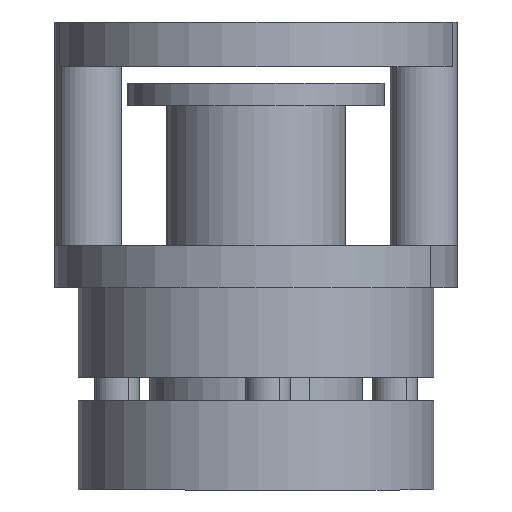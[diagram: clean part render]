
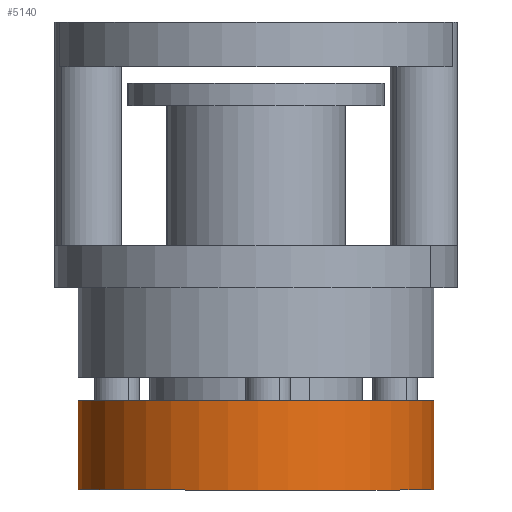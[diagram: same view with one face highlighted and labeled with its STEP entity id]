
A CAD part, front view. The second image highlights one B-rep face of the part: STEP entity #5140.
In plain terms, the highlighted cylindrical face has radius 25.273 mm (diameter 50.546 mm), a partial arc.
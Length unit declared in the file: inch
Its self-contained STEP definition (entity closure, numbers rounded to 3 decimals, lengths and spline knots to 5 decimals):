
#458 = CARTESIAN_POINT ( 'NONE',  ( 0., 0., -0.5 ) ) ;
#730 = DIRECTION ( 'NONE',  ( 0., 0., 1. ) ) ;
#996 = ORIENTED_EDGE ( 'NONE', *, *, #15690, .T. ) ;
#1144 = FACE_OUTER_BOUND ( 'NONE', #30857, .T. ) ;
#1621 = CARTESIAN_POINT ( 'NONE',  ( 0., 0., -0.5 ) ) ;
#2015 = VECTOR ( 'NONE', #21348, 39.37008 ) ;
#4330 = CIRCLE ( 'NONE', #19941, 0.995 ) ;
#4345 = LINE ( 'NONE', #38976, #2015 ) ;
#5140 = ADVANCED_FACE ( 'NONE', ( #1144 ), #34401, .T. ) ;
#8973 = VERTEX_POINT ( 'NONE', #25243 ) ;
#11579 = DIRECTION ( 'NONE',  ( 0., 0., 1. ) ) ;
#14712 = VERTEX_POINT ( 'NONE', #41649 ) ;
#15040 = CARTESIAN_POINT ( 'NONE',  ( 0., 0., 0. ) ) ;
#15382 = EDGE_CURVE ( 'NONE', #36744, #14712, #42635, .T. ) ;
#15690 = EDGE_CURVE ( 'NONE', #44160, #36744, #43239, .T. ) ;
#16778 = CARTESIAN_POINT ( 'NONE',  ( 0.965, 0.24249, -0.5 ) ) ;
#16965 = ORIENTED_EDGE ( 'NONE', *, *, #15382, .T. ) ;
#19193 = DIRECTION ( 'NONE',  ( 1., 0., 0. ) ) ;
#19941 = AXIS2_PLACEMENT_3D ( 'NONE', #15040, #730, #19193 ) ;
#21348 = DIRECTION ( 'NONE',  ( 0., 0., 1. ) ) ;
#23263 = AXIS2_PLACEMENT_3D ( 'NONE', #458, #11579, #30130 ) ;
#23608 = CARTESIAN_POINT ( 'NONE',  ( 0.965, 0.24249, 0. ) ) ;
#23928 = ORIENTED_EDGE ( 'NONE', *, *, #45965, .F. ) ;
#25243 = CARTESIAN_POINT ( 'NONE',  ( 0.965, -0.24249, 0. ) ) ;
#27010 = ORIENTED_EDGE ( 'NONE', *, *, #28259, .T. ) ;
#28259 = EDGE_CURVE ( 'NONE', #14712, #8973, #4345, .T. ) ;
#30130 = DIRECTION ( 'NONE',  ( 1., 0., 0. ) ) ;
#30857 = EDGE_LOOP ( 'NONE', ( #23928, #996, #16965, #27010 ) ) ;
#31425 = DIRECTION ( 'NONE',  ( 1., 0., 0. ) ) ;
#31740 = CARTESIAN_POINT ( 'NONE',  ( 0.965, 0.24249, -0.5 ) ) ;
#32220 = DIRECTION ( 'NONE',  ( 0., 0., -1. ) ) ;
#34401 = CYLINDRICAL_SURFACE ( 'NONE', #23263, 0.995 ) ;
#36744 = VERTEX_POINT ( 'NONE', #16778 ) ;
#38976 = CARTESIAN_POINT ( 'NONE',  ( 0.965, -0.24249, -0.5 ) ) ;
#41649 = CARTESIAN_POINT ( 'NONE',  ( 0.965, -0.24249, -0.5 ) ) ;
#42372 = DIRECTION ( 'NONE',  ( 0., 0., 1. ) ) ;
#42635 = CIRCLE ( 'NONE', #44424, 0.995 ) ;
#43239 = LINE ( 'NONE', #31740, #47192 ) ;
#44160 = VERTEX_POINT ( 'NONE', #23608 ) ;
#44424 = AXIS2_PLACEMENT_3D ( 'NONE', #1621, #42372, #31425 ) ;
#45965 = EDGE_CURVE ( 'NONE', #44160, #8973, #4330, .T. ) ;
#47192 = VECTOR ( 'NONE', #32220, 39.37008 ) ;
